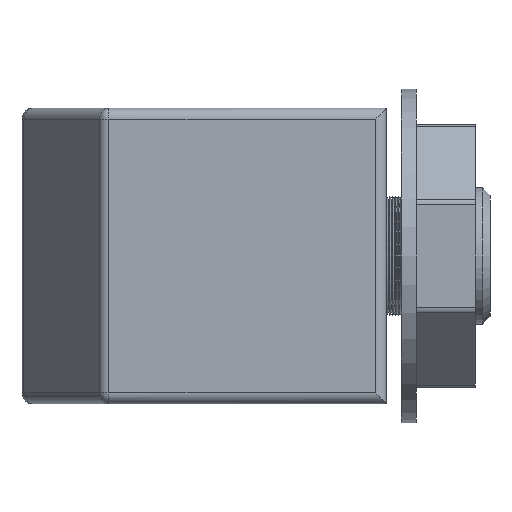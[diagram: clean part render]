
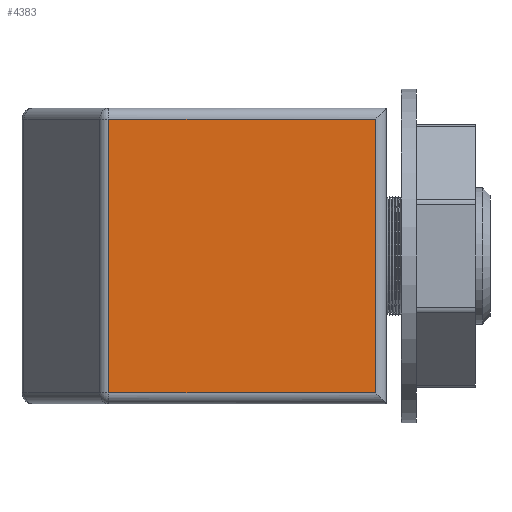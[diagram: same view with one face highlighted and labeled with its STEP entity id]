
A CAD part, left-side view. The second image highlights one B-rep face of the part: STEP entity #4383.
In plain terms, the highlighted planar face has unit normal (-1, 0, 0).
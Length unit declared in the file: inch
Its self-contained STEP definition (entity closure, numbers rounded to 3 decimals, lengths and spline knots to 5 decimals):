
#1233 = CARTESIAN_POINT ( 'NONE',  ( -0.72302, 2.63149, -0.945 ) ) ;
#1312 = DIRECTION ( 'NONE',  ( 0., 0., -1. ) ) ;
#1313 = VECTOR ( 'NONE', #1312, 39.37008 ) ;
#1314 = CARTESIAN_POINT ( 'NONE',  ( -0.72302, 2.63149, 1.02 ) ) ;
#1315 = LINE ( 'NONE', #1314, #1313 ) ;
#1318 = CARTESIAN_POINT ( 'NONE',  ( -0.72302, 2.63149, 0.945 ) ) ;
#1391 = DIRECTION ( 'NONE',  ( 0., 0., -1. ) ) ;
#1392 = DIRECTION ( 'NONE',  ( 1., 0., 0. ) ) ;
#1393 = CARTESIAN_POINT ( 'NONE',  ( -0.72302, 0.714, 1.02 ) ) ;
#1394 = AXIS2_PLACEMENT_3D ( 'NONE', #1393, #1392, #1391 ) ;
#1395 = PLANE ( 'NONE',  #1394 ) ;
#1397 = FACE_OUTER_BOUND ( 'NONE', #4382, .T. ) ;
#1398 = DIRECTION ( 'NONE',  ( 0., -1., 0. ) ) ;
#1399 = VECTOR ( 'NONE', #1398, 39.37008 ) ;
#1400 = CARTESIAN_POINT ( 'NONE',  ( -0.72302, 0.714, -0.945 ) ) ;
#1401 = LINE ( 'NONE', #1400, #1399 ) ;
#1402 = DIRECTION ( 'NONE',  ( 0., 1., 0. ) ) ;
#1403 = VECTOR ( 'NONE', #1402, 39.37008 ) ;
#1404 = CARTESIAN_POINT ( 'NONE',  ( -0.72302, 2.67053, 0.945 ) ) ;
#1405 = LINE ( 'NONE', #1404, #1403 ) ;
#1406 = CARTESIAN_POINT ( 'NONE',  ( -0.72302, 0.789, 0.945 ) ) ;
#1407 = CARTESIAN_POINT ( 'NONE',  ( -0.72302, 0.789, -0.945 ) ) ;
#1408 = DIRECTION ( 'NONE',  ( 0., 0., 1. ) ) ;
#1409 = VECTOR ( 'NONE', #1408, 39.37008 ) ;
#1410 = CARTESIAN_POINT ( 'NONE',  ( -0.72302, 0.789, 1.02 ) ) ;
#1411 = LINE ( 'NONE', #1410, #1409 ) ;
#4306 = VERTEX_POINT ( 'NONE', #1233 ) ;
#4328 = VERTEX_POINT ( 'NONE', #1318 ) ;
#4333 = EDGE_CURVE ( 'NONE', #4328, #4306, #1315, .T. ) ;
#4374 = EDGE_CURVE ( 'NONE', #4375, #4379, #1411, .T. ) ;
#4375 = VERTEX_POINT ( 'NONE', #1407 ) ;
#4376 = ORIENTED_EDGE ( 'NONE', *, *, #4374, .T. ) ;
#4377 = ORIENTED_EDGE ( 'NONE', *, *, #4381, .T. ) ;
#4378 = ORIENTED_EDGE ( 'NONE', *, *, #4333, .T. ) ;
#4379 = VERTEX_POINT ( 'NONE', #1406 ) ;
#4380 = EDGE_CURVE ( 'NONE', #4379, #4328, #1405, .T. ) ;
#4381 = EDGE_CURVE ( 'NONE', #4306, #4375, #1401, .T. ) ;
#4382 = EDGE_LOOP ( 'NONE', ( #4384, #4378, #4377, #4376 ) ) ;
#4383 = ADVANCED_FACE ( 'NONE', ( #1397 ), #1395, .F. ) ;
#4384 = ORIENTED_EDGE ( 'NONE', *, *, #4380, .T. ) ;
